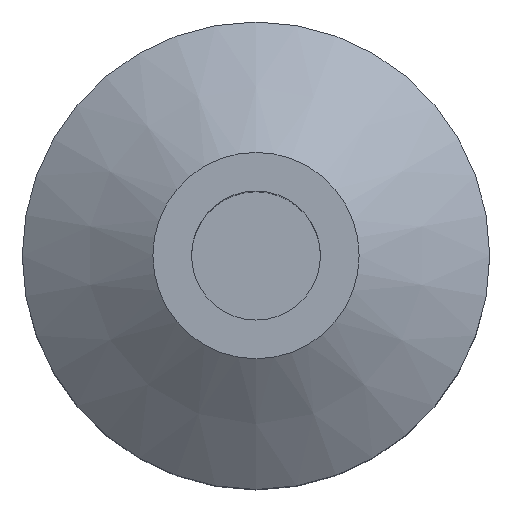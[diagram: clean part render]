
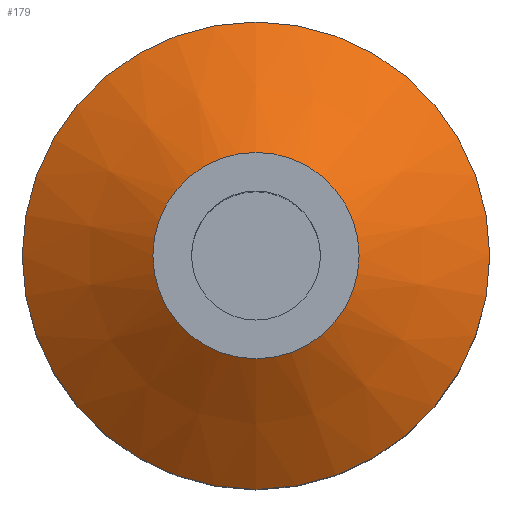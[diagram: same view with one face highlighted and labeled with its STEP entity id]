
A CAD part, top view. The second image highlights one B-rep face of the part: STEP entity #179.
In plain terms, the highlighted conical face has half-angle 55.024 degrees and reference radius 9.6 mm.
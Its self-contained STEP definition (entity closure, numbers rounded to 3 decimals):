
#134=CONICAL_SURFACE('',#311,9.6,55.024);
#155=FACE_BOUND('',#211,.T.);
#156=FACE_BOUND('',#212,.T.);
#158=CIRCLE('',#294,21.75);
#163=CIRCLE('',#303,9.6);
#179=ADVANCED_FACE('',(#155,#156),#134,.T.);
#211=EDGE_LOOP('',(#251));
#212=EDGE_LOOP('',(#252));
#251=ORIENTED_EDGE('',*,*,#277,.T.);
#252=ORIENTED_EDGE('',*,*,#282,.F.);
#260=VERTEX_POINT('',#806);
#265=VERTEX_POINT('',#820);
#277=EDGE_CURVE('',#260,#260,#158,.T.);
#282=EDGE_CURVE('',#265,#265,#163,.T.);
#294=AXIS2_PLACEMENT_3D('',#805,#323,#324);
#303=AXIS2_PLACEMENT_3D('',#819,#341,#342);
#311=AXIS2_PLACEMENT_3D('',#830,#357,#358);
#323=DIRECTION('',(0.,0.,1.));
#324=DIRECTION('',(-0.866,-0.5,0.));
#341=DIRECTION('',(0.,0.,1.));
#342=DIRECTION('',(-0.866,-0.5,0.));
#357=DIRECTION('',(0.,0.,-1.));
#358=DIRECTION('',(-0.866,-0.5,0.));
#805=CARTESIAN_POINT('',(0.,0.,33.5));
#806=CARTESIAN_POINT('',(-18.836,-10.875,33.5));
#819=CARTESIAN_POINT('',(0.,0.,42.));
#820=CARTESIAN_POINT('',(-8.314,-4.8,42.));
#830=CARTESIAN_POINT('',(0.,0.,42.));
